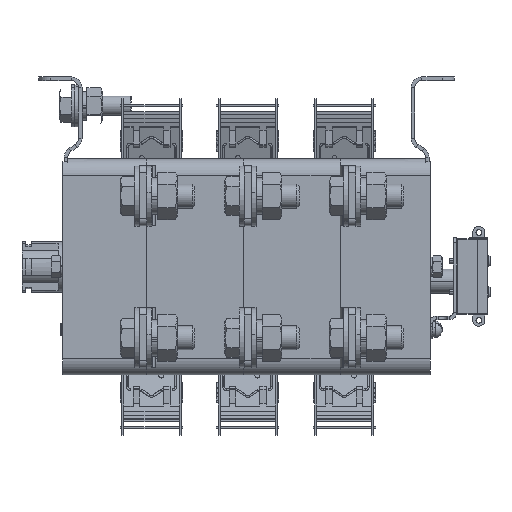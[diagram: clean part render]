
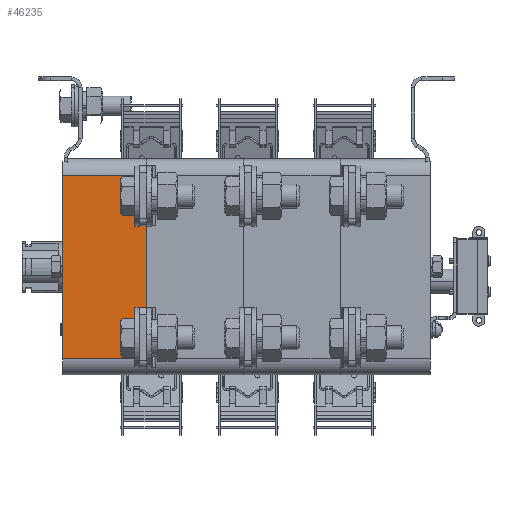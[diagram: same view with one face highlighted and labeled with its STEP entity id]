
A CAD part, front view. The second image highlights one B-rep face of the part: STEP entity #46235.
In plain terms, the highlighted planar face has unit normal (0, -1, 0).
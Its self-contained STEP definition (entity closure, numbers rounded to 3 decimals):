
#46014 = EDGE_LOOP ( 'NONE', ( #46160, #46219, #46142, #46165 ) ) ;
#46120 = EDGE_CURVE ( 'NONE', #46237, #46233, #81581, .T. ) ;
#46140 = EDGE_CURVE ( 'NONE', #46221, #46154, #81621, .T. ) ;
#46142 = ORIENTED_EDGE ( 'NONE', *, *, #46144, .F. ) ;
#46144 = EDGE_CURVE ( 'NONE', #46233, #46221, #81617, .T. ) ;
#46154 = VERTEX_POINT ( 'NONE', #81602 ) ;
#46160 = ORIENTED_EDGE ( 'NONE', *, *, #46163, .T. ) ;
#46163 = EDGE_CURVE ( 'NONE', #46237, #46154, #81601, .T. ) ;
#46165 = ORIENTED_EDGE ( 'NONE', *, *, #46120, .F. ) ;
#46219 = ORIENTED_EDGE ( 'NONE', *, *, #46140, .F. ) ;
#46221 = VERTEX_POINT ( 'NONE', #81668 ) ;
#46233 = VERTEX_POINT ( 'NONE', #81655 ) ;
#46235 = ADVANCED_FACE ( 'NONE', ( #81654 ), #81653, .F. ) ;
#46237 = VERTEX_POINT ( 'NONE', #81712 ) ;
#81578 = DIRECTION ( 'NONE',  ( 0., 0., -1. ) ) ;
#81579 = VECTOR ( 'NONE', #81578, 1000. ) ;
#81580 = CARTESIAN_POINT ( 'NONE',  ( 3.146, -38.014, 38. ) ) ;
#81581 = LINE ( 'NONE', #81580, #81579 ) ;
#81598 = DIRECTION ( 'NONE',  ( -1., 0., 0. ) ) ;
#81599 = VECTOR ( 'NONE', #81598, 1000. ) ;
#81600 = CARTESIAN_POINT ( 'NONE',  ( -8.854, -38.014, 38. ) ) ;
#81601 = LINE ( 'NONE', #81600, #81599 ) ;
#81602 = CARTESIAN_POINT ( 'NONE',  ( -31.854, -38.014, 38. ) ) ;
#81614 = DIRECTION ( 'NONE',  ( -1., 0., 0. ) ) ;
#81615 = VECTOR ( 'NONE', #81614, 1000. ) ;
#81616 = CARTESIAN_POINT ( 'NONE',  ( -8.854, -38.014, -38. ) ) ;
#81617 = LINE ( 'NONE', #81616, #81615 ) ;
#81618 = DIRECTION ( 'NONE',  ( 0., 0., 1. ) ) ;
#81619 = VECTOR ( 'NONE', #81618, 1000. ) ;
#81620 = CARTESIAN_POINT ( 'NONE',  ( -31.854, -38.014, 38. ) ) ;
#81621 = LINE ( 'NONE', #81620, #81619 ) ;
#81653 = PLANE ( 'NONE',  #81716 ) ;
#81654 = FACE_OUTER_BOUND ( 'NONE', #46014, .T. ) ;
#81655 = CARTESIAN_POINT ( 'NONE',  ( 3.146, -38.014, -38. ) ) ;
#81668 = CARTESIAN_POINT ( 'NONE',  ( -31.854, -38.014, -38. ) ) ;
#81712 = CARTESIAN_POINT ( 'NONE',  ( 3.146, -38.014, 38. ) ) ;
#81713 = DIRECTION ( 'NONE',  ( -1., 0., 0. ) ) ;
#81714 = DIRECTION ( 'NONE',  ( 0., 1., 0. ) ) ;
#81715 = CARTESIAN_POINT ( 'NONE',  ( -8.854, -38.014, -38. ) ) ;
#81716 = AXIS2_PLACEMENT_3D ( 'NONE', #81715, #81714, #81713 ) ;
